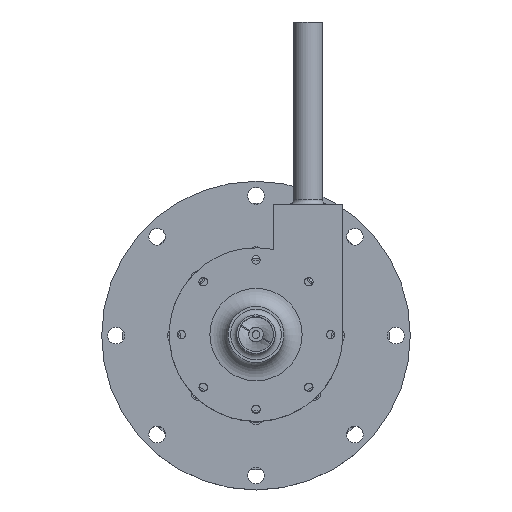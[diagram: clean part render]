
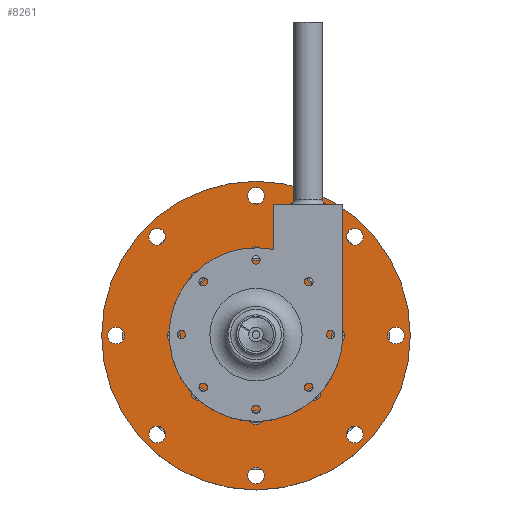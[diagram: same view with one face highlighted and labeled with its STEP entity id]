
A CAD part, top view. The second image highlights one B-rep face of the part: STEP entity #8261.
In plain terms, the highlighted planar face has unit normal (0, 0, 1).
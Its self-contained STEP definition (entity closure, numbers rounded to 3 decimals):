
#1187=PLANE('',#8938);
#1462=FACE_BOUND('',#2455,.T.);
#1463=FACE_BOUND('',#2456,.T.);
#1464=FACE_BOUND('',#2457,.T.);
#1465=FACE_BOUND('',#2458,.T.);
#1466=FACE_BOUND('',#2459,.T.);
#1467=FACE_BOUND('',#2460,.T.);
#1468=FACE_BOUND('',#2461,.T.);
#1469=FACE_BOUND('',#2462,.T.);
#1470=FACE_BOUND('',#2463,.T.);
#1471=FACE_BOUND('',#2464,.T.);
#1472=FACE_BOUND('',#2465,.T.);
#1473=FACE_BOUND('',#2466,.T.);
#1474=FACE_BOUND('',#2467,.T.);
#1475=FACE_BOUND('',#2468,.T.);
#1476=FACE_BOUND('',#2469,.T.);
#1477=FACE_BOUND('',#2470,.T.);
#1478=FACE_BOUND('',#2471,.T.);
#1803=FACE_OUTER_BOUND('',#2454,.T.);
#2454=EDGE_LOOP('',(#5869));
#2455=EDGE_LOOP('',(#5870));
#2456=EDGE_LOOP('',(#5871));
#2457=EDGE_LOOP('',(#5872));
#2458=EDGE_LOOP('',(#5873));
#2459=EDGE_LOOP('',(#5874));
#2460=EDGE_LOOP('',(#5875));
#2461=EDGE_LOOP('',(#5876));
#2462=EDGE_LOOP('',(#5877));
#2463=EDGE_LOOP('',(#5878));
#2464=EDGE_LOOP('',(#5879));
#2465=EDGE_LOOP('',(#5880));
#2466=EDGE_LOOP('',(#5881));
#2467=EDGE_LOOP('',(#5882));
#2468=EDGE_LOOP('',(#5883));
#2469=EDGE_LOOP('',(#5884));
#2470=EDGE_LOOP('',(#5885));
#2471=EDGE_LOOP('',(#5886));
#3275=CIRCLE('',#8837,4.5);
#3276=CIRCLE('',#8839,4.5);
#3277=CIRCLE('',#8841,4.5);
#3278=CIRCLE('',#8843,4.5);
#3279=CIRCLE('',#8845,4.5);
#3280=CIRCLE('',#8847,4.5);
#3281=CIRCLE('',#8849,4.5);
#3282=CIRCLE('',#8851,4.5);
#3322=CIRCLE('',#8923,5.5);
#3323=CIRCLE('',#8925,5.5);
#3324=CIRCLE('',#8927,5.5);
#3325=CIRCLE('',#8929,5.5);
#3326=CIRCLE('',#8931,5.5);
#3327=CIRCLE('',#8933,5.5);
#3328=CIRCLE('',#8935,5.5);
#3329=CIRCLE('',#8937,5.5);
#3330=CIRCLE('',#8939,101.6);
#3331=CIRCLE('',#8940,19.);
#3854=VERTEX_POINT('',#12788);
#3855=VERTEX_POINT('',#12791);
#3856=VERTEX_POINT('',#12794);
#3857=VERTEX_POINT('',#12797);
#3858=VERTEX_POINT('',#12800);
#3859=VERTEX_POINT('',#12803);
#3860=VERTEX_POINT('',#12806);
#3861=VERTEX_POINT('',#12809);
#3901=VERTEX_POINT('',#12921);
#3902=VERTEX_POINT('',#12924);
#3903=VERTEX_POINT('',#12927);
#3904=VERTEX_POINT('',#12930);
#3905=VERTEX_POINT('',#12933);
#3906=VERTEX_POINT('',#12936);
#3907=VERTEX_POINT('',#12939);
#3908=VERTEX_POINT('',#12942);
#3909=VERTEX_POINT('',#12945);
#3910=VERTEX_POINT('',#12947);
#4651=EDGE_CURVE('',#3854,#3854,#3275,.T.);
#4652=EDGE_CURVE('',#3855,#3855,#3276,.T.);
#4653=EDGE_CURVE('',#3856,#3856,#3277,.T.);
#4654=EDGE_CURVE('',#3857,#3857,#3278,.T.);
#4655=EDGE_CURVE('',#3858,#3858,#3279,.T.);
#4656=EDGE_CURVE('',#3859,#3859,#3280,.T.);
#4657=EDGE_CURVE('',#3860,#3860,#3281,.T.);
#4658=EDGE_CURVE('',#3861,#3861,#3282,.T.);
#4698=EDGE_CURVE('',#3901,#3901,#3322,.T.);
#4699=EDGE_CURVE('',#3902,#3902,#3323,.T.);
#4700=EDGE_CURVE('',#3903,#3903,#3324,.T.);
#4701=EDGE_CURVE('',#3904,#3904,#3325,.T.);
#4702=EDGE_CURVE('',#3905,#3905,#3326,.T.);
#4703=EDGE_CURVE('',#3906,#3906,#3327,.T.);
#4704=EDGE_CURVE('',#3907,#3907,#3328,.T.);
#4705=EDGE_CURVE('',#3908,#3908,#3329,.T.);
#4706=EDGE_CURVE('',#3909,#3909,#3330,.T.);
#4707=EDGE_CURVE('',#3910,#3910,#3331,.T.);
#5869=ORIENTED_EDGE('',*,*,#4706,.T.);
#5870=ORIENTED_EDGE('',*,*,#4651,.T.);
#5871=ORIENTED_EDGE('',*,*,#4652,.T.);
#5872=ORIENTED_EDGE('',*,*,#4653,.T.);
#5873=ORIENTED_EDGE('',*,*,#4654,.T.);
#5874=ORIENTED_EDGE('',*,*,#4655,.T.);
#5875=ORIENTED_EDGE('',*,*,#4656,.T.);
#5876=ORIENTED_EDGE('',*,*,#4657,.T.);
#5877=ORIENTED_EDGE('',*,*,#4658,.T.);
#5878=ORIENTED_EDGE('',*,*,#4698,.T.);
#5879=ORIENTED_EDGE('',*,*,#4699,.T.);
#5880=ORIENTED_EDGE('',*,*,#4700,.T.);
#5881=ORIENTED_EDGE('',*,*,#4701,.T.);
#5882=ORIENTED_EDGE('',*,*,#4702,.T.);
#5883=ORIENTED_EDGE('',*,*,#4703,.T.);
#5884=ORIENTED_EDGE('',*,*,#4704,.T.);
#5885=ORIENTED_EDGE('',*,*,#4705,.T.);
#5886=ORIENTED_EDGE('',*,*,#4707,.T.);
#8261=ADVANCED_FACE('',(#1803,#1462,#1463,#1464,#1465,#1466,#1467,#1468,
#1469,#1470,#1471,#1472,#1473,#1474,#1475,#1476,#1477,#1478),#1187,.T.);
#8837=AXIS2_PLACEMENT_3D('',#12789,#10082,#10083);
#8839=AXIS2_PLACEMENT_3D('',#12792,#10086,#10087);
#8841=AXIS2_PLACEMENT_3D('',#12795,#10090,#10091);
#8843=AXIS2_PLACEMENT_3D('',#12798,#10094,#10095);
#8845=AXIS2_PLACEMENT_3D('',#12801,#10098,#10099);
#8847=AXIS2_PLACEMENT_3D('',#12804,#10102,#10103);
#8849=AXIS2_PLACEMENT_3D('',#12807,#10106,#10107);
#8851=AXIS2_PLACEMENT_3D('',#12810,#10110,#10111);
#8923=AXIS2_PLACEMENT_3D('',#12922,#10254,#10255);
#8925=AXIS2_PLACEMENT_3D('',#12925,#10258,#10259);
#8927=AXIS2_PLACEMENT_3D('',#12928,#10262,#10263);
#8929=AXIS2_PLACEMENT_3D('',#12931,#10266,#10267);
#8931=AXIS2_PLACEMENT_3D('',#12934,#10270,#10271);
#8933=AXIS2_PLACEMENT_3D('',#12937,#10274,#10275);
#8935=AXIS2_PLACEMENT_3D('',#12940,#10278,#10279);
#8937=AXIS2_PLACEMENT_3D('',#12943,#10282,#10283);
#8938=AXIS2_PLACEMENT_3D('',#12944,#10284,#10285);
#8939=AXIS2_PLACEMENT_3D('',#12946,#10286,#10287);
#8940=AXIS2_PLACEMENT_3D('',#12948,#10288,#10289);
#10082=DIRECTION('center_axis',(0.,0.,-1.));
#10083=DIRECTION('ref_axis',(-0.707,-0.707,0.));
#10086=DIRECTION('center_axis',(0.,0.,-1.));
#10087=DIRECTION('ref_axis',(0.,-1.,0.));
#10090=DIRECTION('center_axis',(0.,0.,-1.));
#10091=DIRECTION('ref_axis',(0.707,-0.707,0.));
#10094=DIRECTION('center_axis',(0.,0.,-1.));
#10095=DIRECTION('ref_axis',(1.,0.,0.));
#10098=DIRECTION('center_axis',(0.,0.,-1.));
#10099=DIRECTION('ref_axis',(0.707,0.707,0.));
#10102=DIRECTION('center_axis',(0.,0.,-1.));
#10103=DIRECTION('ref_axis',(0.,1.,0.));
#10106=DIRECTION('center_axis',(0.,0.,-1.));
#10107=DIRECTION('ref_axis',(-0.707,0.707,0.));
#10110=DIRECTION('center_axis',(0.,0.,-1.));
#10111=DIRECTION('ref_axis',(-1.,0.,0.));
#10254=DIRECTION('center_axis',(0.,0.,-1.));
#10255=DIRECTION('ref_axis',(-0.707,-0.707,0.));
#10258=DIRECTION('center_axis',(0.,0.,-1.));
#10259=DIRECTION('ref_axis',(0.,-1.,0.));
#10262=DIRECTION('center_axis',(0.,0.,-1.));
#10263=DIRECTION('ref_axis',(0.707,-0.707,0.));
#10266=DIRECTION('center_axis',(0.,0.,-1.));
#10267=DIRECTION('ref_axis',(1.,0.,0.));
#10270=DIRECTION('center_axis',(0.,0.,-1.));
#10271=DIRECTION('ref_axis',(0.707,0.707,0.));
#10274=DIRECTION('center_axis',(0.,0.,-1.));
#10275=DIRECTION('ref_axis',(0.,1.,0.));
#10278=DIRECTION('center_axis',(0.,0.,-1.));
#10279=DIRECTION('ref_axis',(-0.707,0.707,0.));
#10282=DIRECTION('center_axis',(0.,0.,-1.));
#10283=DIRECTION('ref_axis',(-1.,0.,0.));
#10284=DIRECTION('center_axis',(0.,0.,1.));
#10285=DIRECTION('ref_axis',(1.,0.,0.));
#10286=DIRECTION('center_axis',(0.,0.,1.));
#10287=DIRECTION('ref_axis',(1.,0.,0.));
#10288=DIRECTION('center_axis',(0.,0.,-1.));
#10289=DIRECTION('ref_axis',(1.,0.,0.));
#12788=CARTESIAN_POINT('',(41.348,-34.984,-366.25));
#12789=CARTESIAN_POINT('Origin',(38.166,-38.166,-366.25));
#12791=CARTESIAN_POINT('',(53.975,4.5,-366.25));
#12792=CARTESIAN_POINT('Origin',(53.975,0.,-366.25));
#12794=CARTESIAN_POINT('',(34.984,41.348,-366.25));
#12795=CARTESIAN_POINT('Origin',(38.166,38.166,-366.25));
#12797=CARTESIAN_POINT('',(-4.5,53.975,-366.25));
#12798=CARTESIAN_POINT('Origin',(0.,53.975,-366.25));
#12800=CARTESIAN_POINT('',(-41.348,34.984,-366.25));
#12801=CARTESIAN_POINT('Origin',(-38.166,38.166,-366.25));
#12803=CARTESIAN_POINT('',(-53.975,-4.5,-366.25));
#12804=CARTESIAN_POINT('Origin',(-53.975,0.,-366.25));
#12806=CARTESIAN_POINT('',(-34.984,-41.348,-366.25));
#12807=CARTESIAN_POINT('Origin',(-38.166,-38.166,-366.25));
#12809=CARTESIAN_POINT('',(4.5,-53.975,-366.25));
#12810=CARTESIAN_POINT('Origin',(0.,-53.975,-366.25));
#12921=CARTESIAN_POINT('',(-61.218,-61.218,-366.25));
#12922=CARTESIAN_POINT('Origin',(-65.107,-65.107,-366.25));
#12924=CARTESIAN_POINT('',(0.,-86.575,-366.25));
#12925=CARTESIAN_POINT('Origin',(0.,-92.075,-366.25));
#12927=CARTESIAN_POINT('',(61.218,-61.218,-366.25));
#12928=CARTESIAN_POINT('Origin',(65.107,-65.107,-366.25));
#12930=CARTESIAN_POINT('',(86.575,0.,-366.25));
#12931=CARTESIAN_POINT('Origin',(92.075,0.,-366.25));
#12933=CARTESIAN_POINT('',(61.218,61.218,-366.25));
#12934=CARTESIAN_POINT('Origin',(65.107,65.107,-366.25));
#12936=CARTESIAN_POINT('',(0.,86.575,-366.25));
#12937=CARTESIAN_POINT('Origin',(0.,92.075,-366.25));
#12939=CARTESIAN_POINT('',(-61.218,61.218,-366.25));
#12940=CARTESIAN_POINT('Origin',(-65.107,65.107,-366.25));
#12942=CARTESIAN_POINT('',(-86.575,0.,-366.25));
#12943=CARTESIAN_POINT('Origin',(-92.075,0.,-366.25));
#12944=CARTESIAN_POINT('Origin',(0.,0.,
-366.25));
#12945=CARTESIAN_POINT('',(-101.6,0.,-366.25));
#12946=CARTESIAN_POINT('Origin',(0.,0.,-366.25));
#12947=CARTESIAN_POINT('',(-19.,0.,-366.25));
#12948=CARTESIAN_POINT('Origin',(0.,0.,-366.25));
